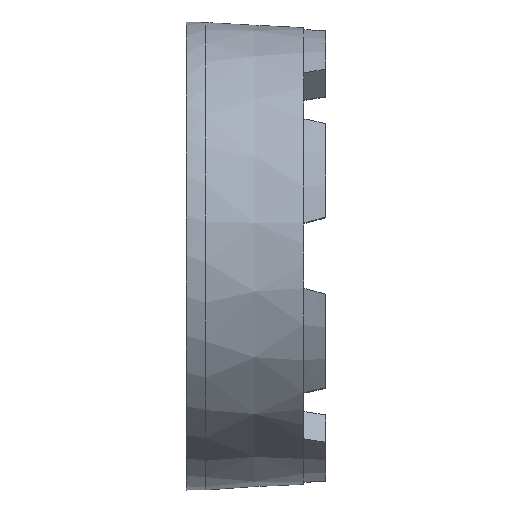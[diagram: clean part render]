
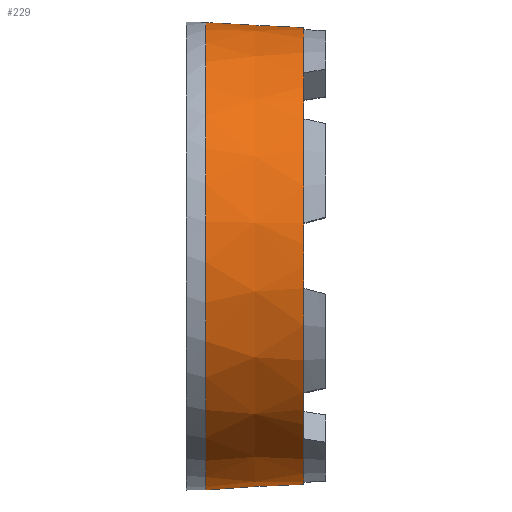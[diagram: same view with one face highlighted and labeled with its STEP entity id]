
A CAD part, top view. The second image highlights one B-rep face of the part: STEP entity #229.
In plain terms, the highlighted conical face has half-angle 3.18 degrees and reference radius 10.75 mm.
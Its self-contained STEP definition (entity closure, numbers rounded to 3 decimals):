
#97=CONICAL_SURFACE('',#911,10.75,3.18);
#103=FACE_BOUND('',#329,.T.);
#104=FACE_BOUND('',#330,.T.);
#229=ADVANCED_FACE('',(#103,#104),#97,.T.);
#329=EDGE_LOOP('',(#463,#464,#465,#466,#467,#468,#469,#470,#471,#472,#473,
#474,#475,#476,#477,#478));
#330=EDGE_LOOP('',(#479));
#463=ORIENTED_EDGE('',*,*,#744,.F.);
#464=ORIENTED_EDGE('',*,*,#687,.F.);
#465=ORIENTED_EDGE('',*,*,#745,.F.);
#466=ORIENTED_EDGE('',*,*,#694,.F.);
#467=ORIENTED_EDGE('',*,*,#746,.F.);
#468=ORIENTED_EDGE('',*,*,#701,.F.);
#469=ORIENTED_EDGE('',*,*,#747,.F.);
#470=ORIENTED_EDGE('',*,*,#708,.F.);
#471=ORIENTED_EDGE('',*,*,#748,.F.);
#472=ORIENTED_EDGE('',*,*,#715,.F.);
#473=ORIENTED_EDGE('',*,*,#749,.F.);
#474=ORIENTED_EDGE('',*,*,#722,.F.);
#475=ORIENTED_EDGE('',*,*,#750,.F.);
#476=ORIENTED_EDGE('',*,*,#729,.F.);
#477=ORIENTED_EDGE('',*,*,#751,.F.);
#478=ORIENTED_EDGE('',*,*,#739,.F.);
#479=ORIENTED_EDGE('',*,*,#734,.F.);
#617=VERTEX_POINT('',#1256);
#618=VERTEX_POINT('',#1258);
#623=VERTEX_POINT('',#1271);
#624=VERTEX_POINT('',#1273);
#629=VERTEX_POINT('',#1286);
#630=VERTEX_POINT('',#1288);
#635=VERTEX_POINT('',#1301);
#636=VERTEX_POINT('',#1303);
#641=VERTEX_POINT('',#1316);
#642=VERTEX_POINT('',#1318);
#647=VERTEX_POINT('',#1331);
#648=VERTEX_POINT('',#1333);
#653=VERTEX_POINT('',#1346);
#654=VERTEX_POINT('',#1348);
#657=VERTEX_POINT('',#1358);
#662=VERTEX_POINT('',#1369);
#663=VERTEX_POINT('',#1371);
#687=EDGE_CURVE('',#617,#618,#796,.T.);
#694=EDGE_CURVE('',#623,#624,#799,.T.);
#701=EDGE_CURVE('',#629,#630,#802,.T.);
#708=EDGE_CURVE('',#635,#636,#805,.T.);
#715=EDGE_CURVE('',#641,#642,#808,.T.);
#722=EDGE_CURVE('',#647,#648,#811,.T.);
#729=EDGE_CURVE('',#653,#654,#814,.T.);
#734=EDGE_CURVE('',#657,#657,#816,.T.);
#739=EDGE_CURVE('',#662,#663,#820,.T.);
#744=EDGE_CURVE('',#618,#662,#822,.T.);
#745=EDGE_CURVE('',#624,#617,#823,.T.);
#746=EDGE_CURVE('',#630,#623,#824,.T.);
#747=EDGE_CURVE('',#636,#629,#825,.T.);
#748=EDGE_CURVE('',#642,#635,#826,.T.);
#749=EDGE_CURVE('',#648,#641,#827,.T.);
#750=EDGE_CURVE('',#654,#647,#828,.T.);
#751=EDGE_CURVE('',#663,#653,#829,.T.);
#796=CIRCLE('',#844,10.5);
#799=CIRCLE('',#851,10.5);
#802=CIRCLE('',#858,10.5);
#805=CIRCLE('',#865,10.5);
#808=CIRCLE('',#872,10.5);
#811=CIRCLE('',#879,10.5);
#814=CIRCLE('',#886,10.5);
#816=CIRCLE('',#891,10.75);
#820=CIRCLE('',#898,10.5);
#822=CIRCLE('',#903,10.5);
#823=CIRCLE('',#904,10.5);
#824=CIRCLE('',#905,10.5);
#825=CIRCLE('',#906,10.5);
#826=CIRCLE('',#907,10.5);
#827=CIRCLE('',#908,10.5);
#828=CIRCLE('',#909,10.5);
#829=CIRCLE('',#910,10.5);
#844=AXIS2_PLACEMENT_3D('',#1257,#973,#974);
#851=AXIS2_PLACEMENT_3D('',#1272,#989,#990);
#858=AXIS2_PLACEMENT_3D('',#1287,#1005,#1006);
#865=AXIS2_PLACEMENT_3D('',#1302,#1021,#1022);
#872=AXIS2_PLACEMENT_3D('',#1317,#1037,#1038);
#879=AXIS2_PLACEMENT_3D('',#1332,#1053,#1054);
#886=AXIS2_PLACEMENT_3D('',#1347,#1069,#1070);
#891=AXIS2_PLACEMENT_3D('',#1357,#1081,#1082);
#898=AXIS2_PLACEMENT_3D('',#1370,#1095,#1096);
#903=AXIS2_PLACEMENT_3D('',#1380,#1107,#1108);
#904=AXIS2_PLACEMENT_3D('',#1381,#1109,#1110);
#905=AXIS2_PLACEMENT_3D('',#1382,#1111,#1112);
#906=AXIS2_PLACEMENT_3D('',#1383,#1113,#1114);
#907=AXIS2_PLACEMENT_3D('',#1384,#1115,#1116);
#908=AXIS2_PLACEMENT_3D('',#1385,#1117,#1118);
#909=AXIS2_PLACEMENT_3D('',#1386,#1119,#1120);
#910=AXIS2_PLACEMENT_3D('',#1387,#1121,#1122);
#911=AXIS2_PLACEMENT_3D('',#1388,#1123,#1124);
#973=DIRECTION('',(1.,0.,0.));
#974=DIRECTION('',(0.,0.,-1.));
#989=DIRECTION('',(1.,0.,0.));
#990=DIRECTION('',(0.,0.,-1.));
#1005=DIRECTION('',(1.,0.,0.));
#1006=DIRECTION('',(0.,0.,-1.));
#1021=DIRECTION('',(1.,0.,0.));
#1022=DIRECTION('',(0.,0.,-1.));
#1037=DIRECTION('',(1.,0.,0.));
#1038=DIRECTION('',(0.,0.,-1.));
#1053=DIRECTION('',(1.,0.,0.));
#1054=DIRECTION('',(0.,0.,-1.));
#1069=DIRECTION('',(1.,0.,0.));
#1070=DIRECTION('',(0.,0.,-1.));
#1081=DIRECTION('',(-1.,0.,0.));
#1082=DIRECTION('',(0.,0.,-1.));
#1095=DIRECTION('',(1.,0.,0.));
#1096=DIRECTION('',(0.,0.,-1.));
#1107=DIRECTION('',(1.,0.,0.));
#1108=DIRECTION('',(0.,0.,-1.));
#1109=DIRECTION('',(1.,0.,0.));
#1110=DIRECTION('',(0.,0.,1.));
#1111=DIRECTION('',(1.,0.,0.));
#1112=DIRECTION('',(0.,0.,1.));
#1113=DIRECTION('',(1.,0.,0.));
#1114=DIRECTION('',(0.,0.,1.));
#1115=DIRECTION('',(1.,0.,0.));
#1116=DIRECTION('',(0.,0.,1.));
#1117=DIRECTION('',(1.,0.,0.));
#1118=DIRECTION('',(0.,0.,1.));
#1119=DIRECTION('',(1.,0.,0.));
#1120=DIRECTION('',(0.,0.,1.));
#1121=DIRECTION('',(1.,0.,0.));
#1122=DIRECTION('',(0.,0.,1.));
#1123=DIRECTION('',(-1.,0.,0.));
#1124=DIRECTION('',(0.,0.,1.));
#1256=CARTESIAN_POINT('',(5.4,6.288,8.409));
#1257=CARTESIAN_POINT('',(5.4,0.,0.));
#1258=CARTESIAN_POINT('',(5.4,1.5,10.392));
#1271=CARTESIAN_POINT('',(5.4,10.392,1.5));
#1272=CARTESIAN_POINT('',(5.4,0.,0.));
#1273=CARTESIAN_POINT('',(5.4,8.409,6.288));
#1286=CARTESIAN_POINT('',(5.4,8.409,-6.288));
#1287=CARTESIAN_POINT('',(5.4,0.,0.));
#1288=CARTESIAN_POINT('',(5.4,10.392,-1.5));
#1301=CARTESIAN_POINT('',(5.4,1.5,-10.392));
#1302=CARTESIAN_POINT('',(5.4,0.,0.));
#1303=CARTESIAN_POINT('',(5.4,6.288,-8.409));
#1316=CARTESIAN_POINT('',(5.4,-6.288,-8.409));
#1317=CARTESIAN_POINT('',(5.4,0.,0.));
#1318=CARTESIAN_POINT('',(5.4,-1.5,-10.392));
#1331=CARTESIAN_POINT('',(5.4,-10.392,-1.5));
#1332=CARTESIAN_POINT('',(5.4,0.,0.));
#1333=CARTESIAN_POINT('',(5.4,-8.409,-6.288));
#1346=CARTESIAN_POINT('',(5.4,-8.409,6.288));
#1347=CARTESIAN_POINT('',(5.4,0.,0.));
#1348=CARTESIAN_POINT('',(5.4,-10.392,1.5));
#1357=CARTESIAN_POINT('',(0.9,0.,0.));
#1358=CARTESIAN_POINT('',(0.9,0.,-10.75));
#1369=CARTESIAN_POINT('',(5.4,-1.5,10.392));
#1370=CARTESIAN_POINT('',(5.4,0.,0.));
#1371=CARTESIAN_POINT('',(5.4,-6.288,8.409));
#1380=CARTESIAN_POINT('',(5.4,0.,0.));
#1381=CARTESIAN_POINT('',(5.4,0.,0.));
#1382=CARTESIAN_POINT('',(5.4,0.,0.));
#1383=CARTESIAN_POINT('',(5.4,0.,0.));
#1384=CARTESIAN_POINT('',(5.4,0.,0.));
#1385=CARTESIAN_POINT('',(5.4,0.,0.));
#1386=CARTESIAN_POINT('',(5.4,0.,0.));
#1387=CARTESIAN_POINT('',(5.4,0.,0.));
#1388=CARTESIAN_POINT('',(0.9,0.,0.));
